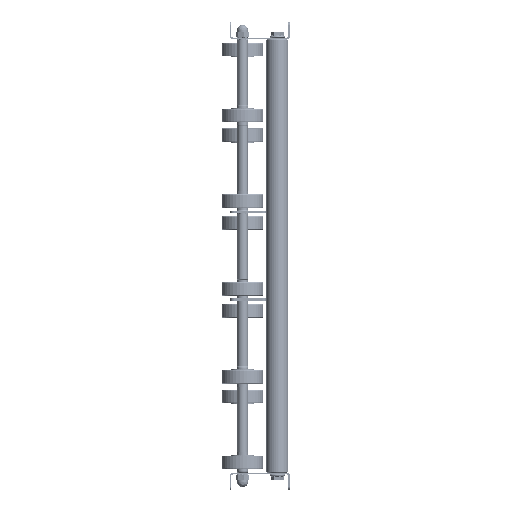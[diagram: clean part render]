
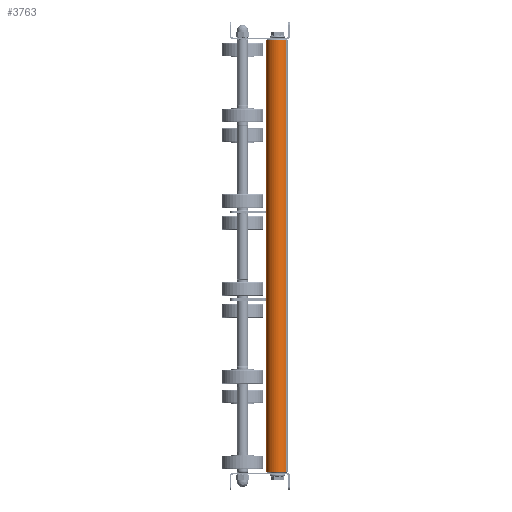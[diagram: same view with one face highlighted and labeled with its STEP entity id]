
A CAD part, left-side view. The second image highlights one B-rep face of the part: STEP entity #3763.
In plain terms, the highlighted cylindrical face has radius 12.5 mm (diameter 25 mm), a partial arc.
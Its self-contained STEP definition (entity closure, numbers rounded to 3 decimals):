
#639 = DIRECTION ( 'NONE',  ( 1., 0., 0. ) ) ;
#1504 = DIRECTION ( 'NONE',  ( 0., 0., 1. ) ) ;
#1868 = CYLINDRICAL_SURFACE ( 'NONE', #17919, 12.5 ) ;
#2062 = VECTOR ( 'NONE', #30472, 1000. ) ;
#3763 = ADVANCED_FACE ( 'NONE', ( #30442 ), #1868, .T. ) ;
#4087 = VERTEX_POINT ( 'NONE', #15311 ) ;
#6250 = EDGE_CURVE ( 'NONE', #23336, #20319, #23687, .T. ) ;
#6912 = ORIENTED_EDGE ( 'NONE', *, *, #8735, .T. ) ;
#8527 = CARTESIAN_POINT ( 'NONE',  ( 499., 0., 0. ) ) ;
#8735 = EDGE_CURVE ( 'NONE', #4087, #23336, #27719, .T. ) ;
#9431 = DIRECTION ( 'NONE',  ( 0., 0., -1. ) ) ;
#10317 = CIRCLE ( 'NONE', #27011, 12.5 ) ;
#10563 = EDGE_CURVE ( 'NONE', #26010, #20319, #22447, .T. ) ;
#11111 = CARTESIAN_POINT ( 'NONE',  ( 500., 0., 12.5 ) ) ;
#11251 = CARTESIAN_POINT ( 'NONE',  ( 500., 0., -12.5 ) ) ;
#13391 = CARTESIAN_POINT ( 'NONE',  ( 499., 0., -12.5 ) ) ;
#13475 = CARTESIAN_POINT ( 'NONE',  ( 500., 0., 0. ) ) ;
#15311 = CARTESIAN_POINT ( 'NONE',  ( 499., 0., 12.5 ) ) ;
#17838 = AXIS2_PLACEMENT_3D ( 'NONE', #28653, #639, #9431 ) ;
#17919 = AXIS2_PLACEMENT_3D ( 'NONE', #13475, #29880, #1504 ) ;
#19943 = DIRECTION ( 'NONE',  ( 0., 0., -1. ) ) ;
#20319 = VERTEX_POINT ( 'NONE', #36026 ) ;
#21984 = DIRECTION ( 'NONE',  ( -1., 0., 0. ) ) ;
#22287 = VECTOR ( 'NONE', #30886, 1000. ) ;
#22447 = LINE ( 'NONE', #11251, #2062 ) ;
#23336 = VERTEX_POINT ( 'NONE', #27145 ) ;
#23687 = CIRCLE ( 'NONE', #17838, 12.5 ) ;
#23707 = EDGE_LOOP ( 'NONE', ( #29058, #34942, #6912, #35841 ) ) ;
#26010 = VERTEX_POINT ( 'NONE', #13391 ) ;
#27011 = AXIS2_PLACEMENT_3D ( 'NONE', #8527, #21984, #19943 ) ;
#27145 = CARTESIAN_POINT ( 'NONE',  ( 1., 0., 12.5 ) ) ;
#27719 = LINE ( 'NONE', #11111, #22287 ) ;
#28653 = CARTESIAN_POINT ( 'NONE',  ( 1., 0., 0. ) ) ;
#29058 = ORIENTED_EDGE ( 'NONE', *, *, #10563, .F. ) ;
#29245 = EDGE_CURVE ( 'NONE', #26010, #4087, #10317, .T. ) ;
#29880 = DIRECTION ( 'NONE',  ( -1., 0., 0. ) ) ;
#30442 = FACE_OUTER_BOUND ( 'NONE', #23707, .T. ) ;
#30472 = DIRECTION ( 'NONE',  ( -1., 0., 0. ) ) ;
#30886 = DIRECTION ( 'NONE',  ( -1., 0., 0. ) ) ;
#34942 = ORIENTED_EDGE ( 'NONE', *, *, #29245, .T. ) ;
#35841 = ORIENTED_EDGE ( 'NONE', *, *, #6250, .T. ) ;
#36026 = CARTESIAN_POINT ( 'NONE',  ( 1., 0., -12.5 ) ) ;
